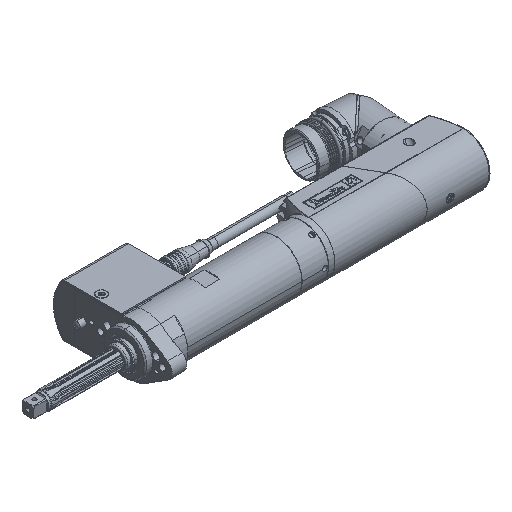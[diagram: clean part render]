
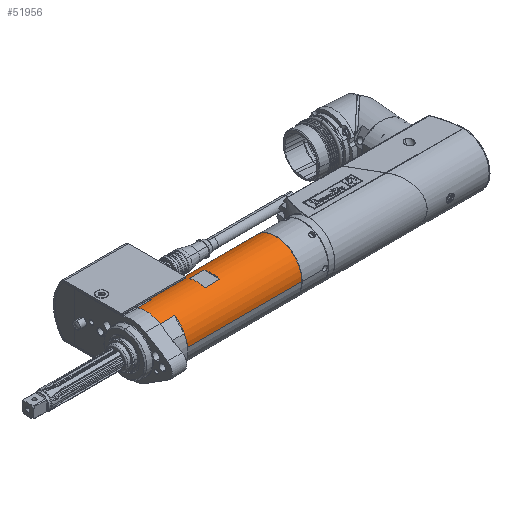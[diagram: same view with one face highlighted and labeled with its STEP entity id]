
A CAD part, isometric view. The second image highlights one B-rep face of the part: STEP entity #51956.
In plain terms, the highlighted cylindrical face has radius 21.5 mm (diameter 43 mm), a partial arc.
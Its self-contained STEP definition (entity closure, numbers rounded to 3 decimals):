
#40243=CARTESIAN_POINT('',(0.,0.,-12.));
#40244=DIRECTION('',(0.,0.,1.));
#40245=DIRECTION('',(0.847,-0.531,0.));
#40246=AXIS2_PLACEMENT_3D('',#40243,#40244,#40245);
#40739=DIRECTION('',(0.,0.,-1.));
#40740=VECTOR('',#40739,12.);
#40741=CARTESIAN_POINT('',(18.212,-11.427,-12.));
#40742=LINE('',#40741,#40740);
#40746=CARTESIAN_POINT('',(0.,0.,-54.));
#40747=DIRECTION('',(0.,0.,1.));
#40748=DIRECTION('',(0.953,-0.301,0.));
#40749=AXIS2_PLACEMENT_3D('',#40746,#40747,#40748);
#40754=DIRECTION('',(0.,0.,1.));
#40755=VECTOR('',#40754,12.);
#40756=CARTESIAN_POINT('',(20.5,-6.481,-66.));
#40757=LINE('',#40756,#40755);
#40761=CARTESIAN_POINT('',(0.,0.,-66.));
#40762=DIRECTION('',(0.,0.,1.));
#40763=DIRECTION('',(0.953,-0.301,0.));
#40764=AXIS2_PLACEMENT_3D('',#40761,#40762,#40763);
#40769=DIRECTION('',(0.,0.,1.));
#40770=VECTOR('',#40769,12.);
#40771=CARTESIAN_POINT('',(20.5,6.481,-66.));
#40772=LINE('',#40771,#40770);
#40776=DIRECTION('',(0.,0.,1.));
#40777=VECTOR('',#40776,12.);
#40778=CARTESIAN_POINT('',(20.235,7.265,-24.));
#40779=LINE('',#40778,#40777);
#40783=DIRECTION('',(0.,0.,1.));
#40784=VECTOR('',#40783,26.);
#40785=CARTESIAN_POINT('',(12.49,17.5,-50.));
#40786=LINE('',#40785,#40784);
#40790=CARTESIAN_POINT('',(0.,0.,-50.));
#40791=DIRECTION('',(0.,0.,1.));
#40792=DIRECTION('',(0.581,0.814,0.));
#40793=AXIS2_PLACEMENT_3D('',#40790,#40791,#40792);
#40798=DIRECTION('',(0.,0.,1.));
#40799=VECTOR('',#40798,68.5);
#40800=CARTESIAN_POINT('',(0.,21.5,-118.5));
#40801=LINE('',#40800,#40799);
#40805=CARTESIAN_POINT('',(0.,0.,-118.5));
#40806=DIRECTION('',(0.,0.,-1.));
#40807=DIRECTION('',(0.,1.,0.));
#40808=AXIS2_PLACEMENT_3D('',#40805,#40806,#40807);
#40813=DIRECTION('',(0.,0.,1.));
#40814=VECTOR('',#40813,94.5);
#40815=CARTESIAN_POINT('',(0.,-21.5,-118.5));
#40816=LINE('',#40815,#40814);
#40820=CARTESIAN_POINT('',(0.,0.,-24.));
#40821=DIRECTION('',(0.,0.,-1.));
#40822=DIRECTION('',(0.847,-0.531,0.));
#40823=AXIS2_PLACEMENT_3D('',#40820,#40821,#40822);
#41351=CARTESIAN_POINT('',(0.,0.,-24.));
#41352=DIRECTION('',(0.,0.,-1.));
#41353=DIRECTION('',(0.581,0.814,0.));
#41354=AXIS2_PLACEMENT_3D('',#41351,#41352,#41353);
#41392=CARTESIAN_POINT('',(12.49,17.5,-24.));
#41402=CARTESIAN_POINT('',(20.235,7.265,-24.));
#50137=CARTESIAN_POINT('',(0.,21.5,-118.5));
#50138=CARTESIAN_POINT('',(0.,-21.5,-118.5));
#50139=VERTEX_POINT('',#50137);
#50140=VERTEX_POINT('',#50138);
#50141=CARTESIAN_POINT('',(18.212,-11.427,-24.));
#50142=CARTESIAN_POINT('',(0.,-21.5,-24.));
#50143=VERTEX_POINT('',#50141);
#50144=VERTEX_POINT('',#50142);
#50151=CARTESIAN_POINT('',(18.212,-11.427,-12.));
#50153=VERTEX_POINT('',#50151);
#50235=CARTESIAN_POINT('',(20.5,-6.481,-54.));
#50236=CARTESIAN_POINT('',(20.5,6.481,-54.));
#50237=VERTEX_POINT('',#50235);
#50238=VERTEX_POINT('',#50236);
#50239=CARTESIAN_POINT('',(20.5,-6.481,-66.));
#50240=CARTESIAN_POINT('',(20.5,6.481,-66.));
#50241=VERTEX_POINT('',#50239);
#50242=VERTEX_POINT('',#50240);
#51248=VERTEX_POINT('',#41392);
#51250=CARTESIAN_POINT('',(12.49,17.5,-50.));
#51252=VERTEX_POINT('',#51250);
#51267=CARTESIAN_POINT('',(0.,21.5,-50.));
#51268=VERTEX_POINT('',#51267);
#51281=CARTESIAN_POINT('',(20.235,7.265,-12.));
#51282=VERTEX_POINT('',#51281);
#51284=VERTEX_POINT('',#41402);
#51921=CARTESIAN_POINT('',(0.,0.,-138.525));
#51922=DIRECTION('',(0.,0.,1.));
#51923=DIRECTION('',(0.,1.,0.));
#51924=AXIS2_PLACEMENT_3D('',#51921,#51922,#51923);
#51925=CYLINDRICAL_SURFACE('',#51924,21.5);
#51926=ORIENTED_EDGE('',*,*,#51524,.T.);
#51928=ORIENTED_EDGE('',*,*,#51927,.F.);
#51930=ORIENTED_EDGE('',*,*,#51929,.F.);
#51932=ORIENTED_EDGE('',*,*,#51931,.F.);
#51934=ORIENTED_EDGE('',*,*,#51933,.T.);
#51936=ORIENTED_EDGE('',*,*,#51935,.F.);
#51938=ORIENTED_EDGE('',*,*,#51937,.T.);
#51940=ORIENTED_EDGE('',*,*,#51939,.T.);
#51942=ORIENTED_EDGE('',*,*,#51941,.F.);
#51943=ORIENTED_EDGE('',*,*,#51908,.F.);
#51944=EDGE_LOOP('',(#51926,#51928,#51930,#51932,#51934,#51936,#51938,#51940,
#51942,#51943));
#51945=FACE_OUTER_BOUND('',#51944,.F.);
#51947=ORIENTED_EDGE('',*,*,#51946,.F.);
#51949=ORIENTED_EDGE('',*,*,#51948,.F.);
#51951=ORIENTED_EDGE('',*,*,#51950,.T.);
#51953=ORIENTED_EDGE('',*,*,#51952,.T.);
#51954=EDGE_LOOP('',(#51947,#51949,#51951,#51953));
#51955=FACE_BOUND('',#51954,.F.);
#40247=CIRCLE('',#40246,21.5);
#40750=CIRCLE('',#40749,21.5);
#40765=CIRCLE('',#40764,21.5);
#40794=CIRCLE('',#40793,21.5);
#40809=CIRCLE('',#40808,21.5);
#40824=CIRCLE('',#40823,21.5);
#41355=CIRCLE('',#41354,21.5);
#51524=EDGE_CURVE('',#50153,#51282,#40247,.T.);
#51908=EDGE_CURVE('',#50153,#50143,#40742,.T.);
#51927=EDGE_CURVE('',#51284,#51282,#40779,.T.);
#51929=EDGE_CURVE('',#51248,#51284,#41355,.T.);
#51931=EDGE_CURVE('',#51252,#51248,#40786,.T.);
#51933=EDGE_CURVE('',#51252,#51268,#40794,.T.);
#51935=EDGE_CURVE('',#50139,#51268,#40801,.T.);
#51937=EDGE_CURVE('',#50139,#50140,#40809,.T.);
#51939=EDGE_CURVE('',#50140,#50144,#40816,.T.);
#51941=EDGE_CURVE('',#50143,#50144,#40824,.T.);
#51946=EDGE_CURVE('',#50237,#50238,#40750,.T.);
#51948=EDGE_CURVE('',#50241,#50237,#40757,.T.);
#51950=EDGE_CURVE('',#50241,#50242,#40765,.T.);
#51952=EDGE_CURVE('',#50242,#50238,#40772,.T.);
#51956=ADVANCED_FACE('',(#51945,#51955),#51925,.T.);
